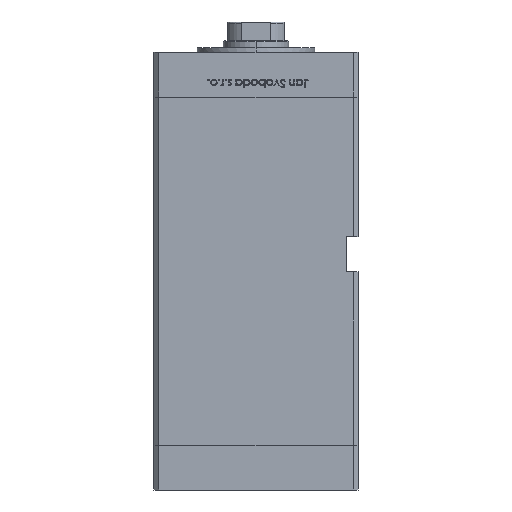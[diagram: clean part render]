
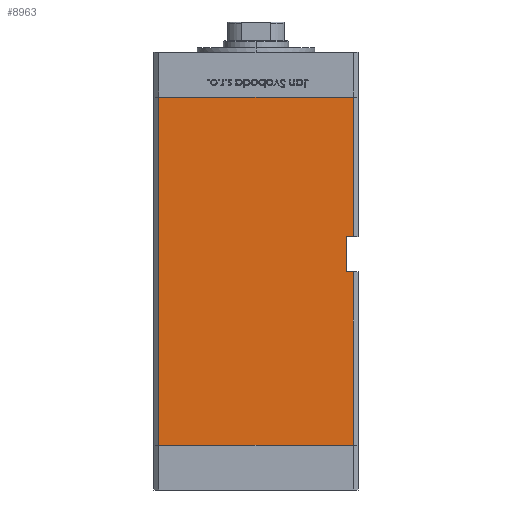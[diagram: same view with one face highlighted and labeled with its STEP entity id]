
A CAD part, left-side view. The second image highlights one B-rep face of the part: STEP entity #8963.
In plain terms, the highlighted planar face has unit normal (-1, 0, 0).
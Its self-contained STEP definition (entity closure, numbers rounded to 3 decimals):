
#1415 = CARTESIAN_POINT ( 'NONE',  ( -50., -41.5, 148.5 ) ) ;
#1933 = LINE ( 'NONE', #22104, #41276 ) ;
#2275 = CARTESIAN_POINT ( 'NONE',  ( -50., 41.5, 0. ) ) ;
#3976 = VERTEX_POINT ( 'NONE', #47150 ) ;
#4241 = VERTEX_POINT ( 'NONE', #19042 ) ;
#7297 = CARTESIAN_POINT ( 'NONE',  ( -50., -41.5, 74. ) ) ;
#7694 = CARTESIAN_POINT ( 'NONE',  ( -50., -41.5, 148.5 ) ) ;
#7973 = DIRECTION ( 'NONE',  ( 1., 0., 0. ) ) ;
#8228 = DIRECTION ( 'NONE',  ( 0., 1., 0. ) ) ;
#8233 = CARTESIAN_POINT ( 'NONE',  ( -50., -38.5, 89. ) ) ;
#8963 = ADVANCED_FACE ( 'NONE', ( #45048 ), #48824, .F. ) ;
#10138 = EDGE_CURVE ( 'NONE', #30052, #3976, #26437, .T. ) ;
#10663 = CARTESIAN_POINT ( 'NONE',  ( -50., 41.5, 148.5 ) ) ;
#10885 = VECTOR ( 'NONE', #32446, 1000. ) ;
#13204 = CARTESIAN_POINT ( 'NONE',  ( -50., -41.5, 0. ) ) ;
#14188 = CARTESIAN_POINT ( 'NONE',  ( -50., 41.5, 148.5 ) ) ;
#17264 = VECTOR ( 'NONE', #50228, 1000. ) ;
#17588 = EDGE_CURVE ( 'NONE', #43387, #44859, #26239, .T. ) ;
#17924 = VECTOR ( 'NONE', #31068, 1000. ) ;
#18328 = ORIENTED_EDGE ( 'NONE', *, *, #20826, .F. ) ;
#18444 = ORIENTED_EDGE ( 'NONE', *, *, #10138, .F. ) ;
#18847 = VECTOR ( 'NONE', #24010, 1000. ) ;
#19042 = CARTESIAN_POINT ( 'NONE',  ( -50., -38.5, 74. ) ) ;
#19799 = CARTESIAN_POINT ( 'NONE',  ( -50., 41.5, 0. ) ) ;
#20677 = ORIENTED_EDGE ( 'NONE', *, *, #17588, .T. ) ;
#20826 = EDGE_CURVE ( 'NONE', #41203, #4241, #36925, .T. ) ;
#22104 = CARTESIAN_POINT ( 'NONE',  ( -50., 41.5, 148.5 ) ) ;
#22453 = ORIENTED_EDGE ( 'NONE', *, *, #27724, .T. ) ;
#22487 = VECTOR ( 'NONE', #31108, 1000. ) ;
#23821 = LINE ( 'NONE', #7694, #22487 ) ;
#24010 = DIRECTION ( 'NONE',  ( 0., 0., -1. ) ) ;
#24115 = EDGE_LOOP ( 'NONE', ( #52771, #42775, #18328, #46041, #18444, #44424, #22453, #20677 ) ) ;
#24365 = CARTESIAN_POINT ( 'NONE',  ( -50., 41.5, 148.5 ) ) ;
#24752 = EDGE_CURVE ( 'NONE', #34995, #30052, #51020, .T. ) ;
#26239 = LINE ( 'NONE', #2275, #17924 ) ;
#26413 = VECTOR ( 'NONE', #29660, 1000. ) ;
#26415 = DIRECTION ( 'NONE',  ( 0., 0., -1. ) ) ;
#26437 = LINE ( 'NONE', #1415, #26413 ) ;
#27197 = EDGE_CURVE ( 'NONE', #47172, #44859, #23821, .T. ) ;
#27217 = AXIS2_PLACEMENT_3D ( 'NONE', #24365, #7973, #8228 ) ;
#27724 = EDGE_CURVE ( 'NONE', #34995, #43387, #1933, .T. ) ;
#29282 = LINE ( 'NONE', #45680, #17264 ) ;
#29317 = EDGE_CURVE ( 'NONE', #4241, #47172, #29282, .T. ) ;
#29660 = DIRECTION ( 'NONE',  ( 0., 0., -1. ) ) ;
#30052 = VERTEX_POINT ( 'NONE', #44483 ) ;
#31068 = DIRECTION ( 'NONE',  ( 0., -1., 0. ) ) ;
#31108 = DIRECTION ( 'NONE',  ( 0., 0., -1. ) ) ;
#31863 = VECTOR ( 'NONE', #42676, 1000. ) ;
#32089 = CARTESIAN_POINT ( 'NONE',  ( -50., -38.5, 89. ) ) ;
#32446 = DIRECTION ( 'NONE',  ( 0., -1., 0. ) ) ;
#32708 = LINE ( 'NONE', #8233, #10885 ) ;
#34995 = VERTEX_POINT ( 'NONE', #10663 ) ;
#36925 = LINE ( 'NONE', #32089, #18847 ) ;
#37875 = EDGE_CURVE ( 'NONE', #41203, #3976, #32708, .T. ) ;
#41203 = VERTEX_POINT ( 'NONE', #44478 ) ;
#41276 = VECTOR ( 'NONE', #26415, 1000. ) ;
#42676 = DIRECTION ( 'NONE',  ( 0., -1., 0. ) ) ;
#42775 = ORIENTED_EDGE ( 'NONE', *, *, #29317, .F. ) ;
#43387 = VERTEX_POINT ( 'NONE', #19799 ) ;
#44424 = ORIENTED_EDGE ( 'NONE', *, *, #24752, .F. ) ;
#44478 = CARTESIAN_POINT ( 'NONE',  ( -50., -38.5, 89. ) ) ;
#44483 = CARTESIAN_POINT ( 'NONE',  ( -50., -41.5, 148.5 ) ) ;
#44859 = VERTEX_POINT ( 'NONE', #13204 ) ;
#45048 = FACE_OUTER_BOUND ( 'NONE', #24115, .T. ) ;
#45680 = CARTESIAN_POINT ( 'NONE',  ( -50., -38.5, 74. ) ) ;
#46041 = ORIENTED_EDGE ( 'NONE', *, *, #37875, .T. ) ;
#47150 = CARTESIAN_POINT ( 'NONE',  ( -50., -41.5, 89. ) ) ;
#47172 = VERTEX_POINT ( 'NONE', #7297 ) ;
#48824 = PLANE ( 'NONE',  #27217 ) ;
#50228 = DIRECTION ( 'NONE',  ( 0., -1., 0. ) ) ;
#51020 = LINE ( 'NONE', #14188, #31863 ) ;
#52771 = ORIENTED_EDGE ( 'NONE', *, *, #27197, .F. ) ;
